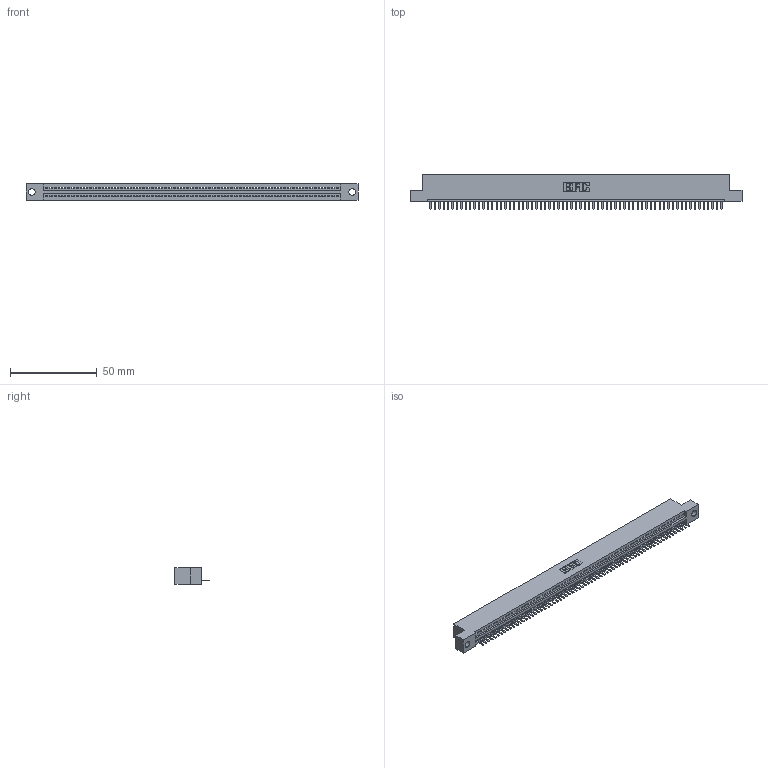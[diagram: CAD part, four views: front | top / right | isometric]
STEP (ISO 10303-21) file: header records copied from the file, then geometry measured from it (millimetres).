
FILE_DESCRIPTION (( 'STEP AP203' ), '1' );
FILE_NAME ('395-067-520-104.STEP', '2019-10-25T10:28:06', ( '' ), ( '' ), 'SwSTEP 2.0', 'SolidWorks 2016', '' );
FILE_SCHEMA (( 'CONFIG_CONTROL_DESIGN' ));
Length unit declared in the file: inch
Products named in the file (3): 345-292-001_345-293-120; 395-067-520-104; 345 Part_Flush Mounting Lugs - 0.156 Dia-TH
Assembly tree (68 placements, depth 2):
  395-067-520-104
    345 Part_Flush Mounting Lugs - 0.156 Dia-TH
    345-292-001_345-293-120  x67
Bounding box: 191.39 x 19.68 x 9.4 mm (x, y, z)
Volume: 18102.5 mm3; surface area: 23574.7 mm2
Topology: 68 solids, 68 shells, 4280 faces, 12669 edges, 8266 vertices
Faces by surface type: plane 2894, cylinder 1386
Entity records: 47177 total; most frequent: CARTESIAN_POINT 8189, ORIENTED_EDGE 8178, DIRECTION 7103, EDGE_CURVE 4089, LINE 3685, VECTOR 3685, VERTEX_POINT 2722, AXIS2_PLACEMENT_3D 1709
